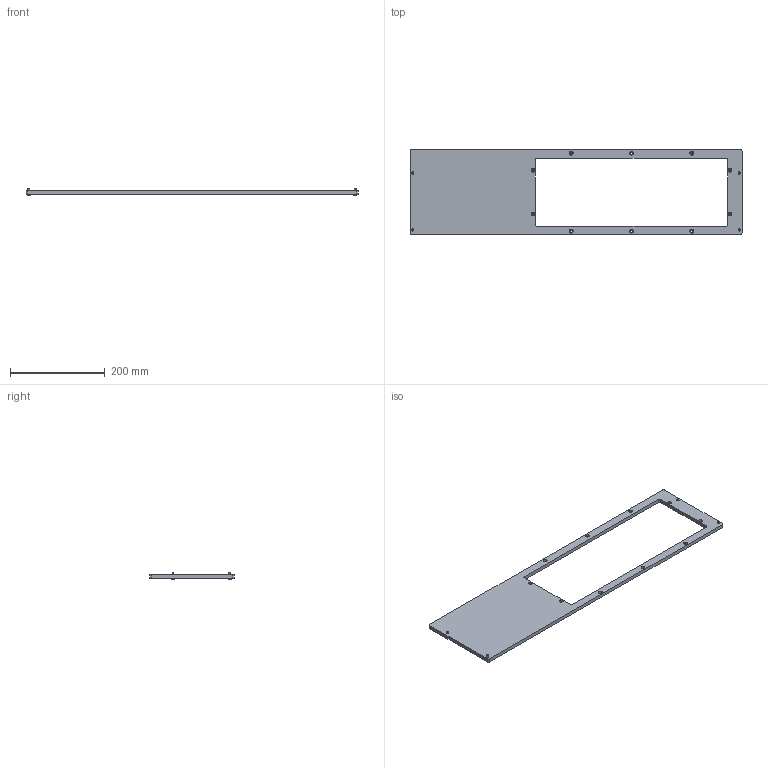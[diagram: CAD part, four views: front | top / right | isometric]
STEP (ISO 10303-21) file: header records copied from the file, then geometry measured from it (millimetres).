
FILE_DESCRIPTION (( 'STEP AP214' ), '1' );
FILE_NAME ('INGUN_113966.STEP', '2022-10-19T09:42:32', ( '' ), ( '' ), 'SwSTEP 2.0', 'SolidWorks 2021', '' );
FILE_SCHEMA (( 'AUTOMOTIVE_DESIGN' ));
Length unit declared in the file: millimetre
Products named in the file (3): INGUN_113966; 113963~0_S; ISO7380~n_M04,0x012
Assembly tree (5 placements, depth 2):
  INGUN_113966
    113963~0_S
    ISO7380~n_M04,0x012  x4
Bounding box: 700 x 178 x 14.2 mm (x, y, z)
Volume: 529883.9 mm3; surface area: 158589.6 mm2
Topology: 5 solids, 5 shells, 192 faces, 476 edges, 312 vertices
Faces by surface type: cylinder 140, plane 36, cone 8, torus 8
Entity records: 3419 total; most frequent: DIRECTION 649, CARTESIAN_POINT 550, ORIENTED_EDGE 526, AXIS2_PLACEMENT_3D 273, EDGE_CURVE 263, VERTEX_POINT 174, CIRCLE 160, EDGE_LOOP 147
